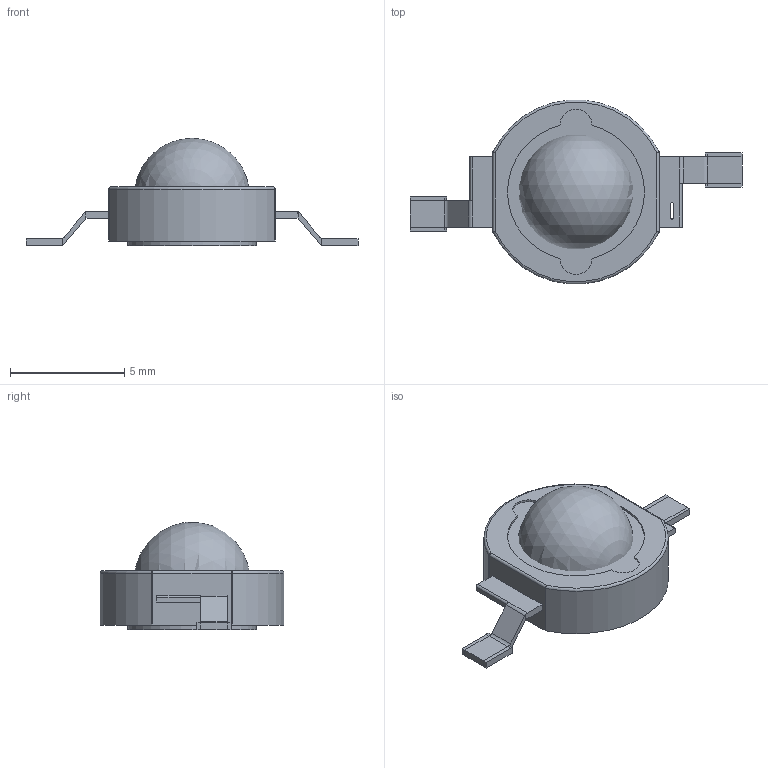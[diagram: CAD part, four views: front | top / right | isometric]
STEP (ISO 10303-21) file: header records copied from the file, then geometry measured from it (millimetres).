
FILE_DESCRIPTION(('FreeCAD Model'),'2;1');
FILE_NAME('LED_1W_3W_R8.step', '2020-08-27T18:45:21',('Author'),(''), 'Open CASCADE STEP processor 7.3','FreeCAD','Unknown');
FILE_SCHEMA(('AUTOMOTIVE_DESIGN { 1 0 10303 214 1 1 1 1 }'));
Length unit declared in the file: millimetre
Products named in the file (6): Cathode; Radiateur; Led001; Bulbe; chip; Anode
Bounding box: 14.5 x 8.02 x 4.68 mm (x, y, z)
Volume: 157.3 mm3; surface area: 335.7 mm2
Topology: 6 solids, 6 shells, 92 faces, 203 edges, 118 vertices
Faces by surface type: plane 59, cylinder 26, sphere 5, torus 2
Full cylindrical faces by diameter (mm): 4 x1, 5.6 x1
Entity records: 2561 total; most frequent: DIRECTION 445, CARTESIAN_POINT 408, ORIENTED_EDGE 394, EDGE_CURVE 197, AXIS2_PLACEMENT_3D 155, LINE 135, VECTOR 135, VERTEX_POINT 118
